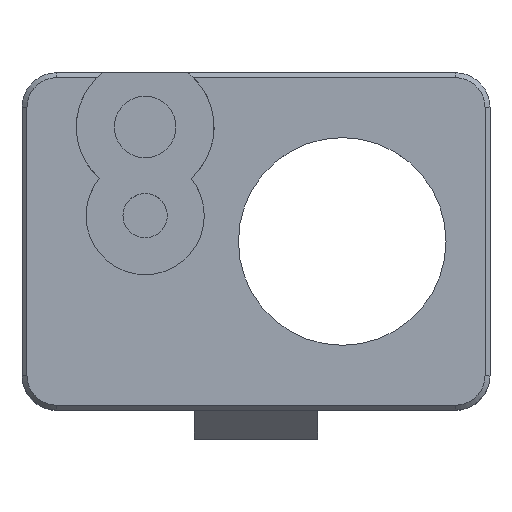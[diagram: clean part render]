
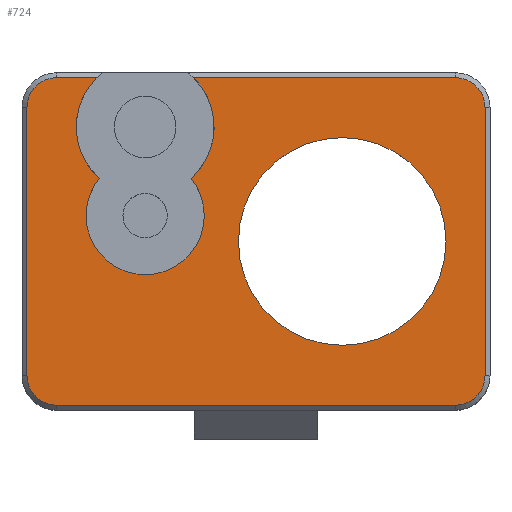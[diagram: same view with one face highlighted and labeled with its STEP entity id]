
A CAD part, top view. The second image highlights one B-rep face of the part: STEP entity #724.
In plain terms, the highlighted planar face has unit normal (0, 0, 1).
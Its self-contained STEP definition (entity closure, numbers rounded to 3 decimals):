
#19=FACE_BOUND('',#139,.T.);
#42=PLANE('',#819);
#92=FACE_OUTER_BOUND('',#138,.T.);
#138=EDGE_LOOP('',(#636,#637,#638,#639,#640,#641,#642,#643,#644,#645,#646,
#647));
#139=EDGE_LOOP('',(#648));
#192=LINE('',#1188,#257);
#195=LINE('',#1199,#260);
#199=LINE('',#1210,#264);
#203=LINE('',#1219,#268);
#205=LINE('',#1227,#270);
#257=VECTOR('',#960,10.);
#260=VECTOR('',#971,10.);
#264=VECTOR('',#983,10.);
#268=VECTOR('',#993,10.);
#270=VECTOR('',#1003,10.);
#297=CIRCLE('',#797,1.2);
#299=CIRCLE('',#801,1.2);
#300=CIRCLE('',#804,1.2);
#301=CIRCLE('',#807,1.2);
#302=CIRCLE('',#815,2.8);
#305=CIRCLE('',#820,2.8);
#306=CIRCLE('',#821,2.4);
#307=CIRCLE('',#822,4.215);
#353=VERTEX_POINT('',#1184);
#354=VERTEX_POINT('',#1186);
#356=VERTEX_POINT('',#1192);
#358=VERTEX_POINT('',#1197);
#360=VERTEX_POINT('',#1204);
#361=VERTEX_POINT('',#1208);
#362=VERTEX_POINT('',#1213);
#363=VERTEX_POINT('',#1217);
#364=VERTEX_POINT('',#1221);
#365=VERTEX_POINT('',#1225);
#366=VERTEX_POINT('',#1236);
#369=VERTEX_POINT('',#1245);
#370=VERTEX_POINT('',#1248);
#436=EDGE_CURVE('',#354,#353,#192,.T.);
#439=EDGE_CURVE('',#356,#354,#297,.T.);
#441=EDGE_CURVE('',#358,#356,#195,.T.);
#445=EDGE_CURVE('',#360,#358,#299,.T.);
#447=EDGE_CURVE('',#361,#360,#199,.T.);
#450=EDGE_CURVE('',#362,#361,#300,.T.);
#452=EDGE_CURVE('',#363,#362,#203,.T.);
#454=EDGE_CURVE('',#364,#363,#301,.T.);
#456=EDGE_CURVE('',#365,#364,#205,.T.);
#460=EDGE_CURVE('',#366,#353,#302,.T.);
#464=EDGE_CURVE('',#365,#369,#305,.T.);
#465=EDGE_CURVE('',#369,#366,#306,.T.);
#466=EDGE_CURVE('',#370,#370,#307,.T.);
#636=ORIENTED_EDGE('',*,*,#456,.F.);
#637=ORIENTED_EDGE('',*,*,#464,.T.);
#638=ORIENTED_EDGE('',*,*,#465,.T.);
#639=ORIENTED_EDGE('',*,*,#460,.T.);
#640=ORIENTED_EDGE('',*,*,#436,.F.);
#641=ORIENTED_EDGE('',*,*,#439,.F.);
#642=ORIENTED_EDGE('',*,*,#441,.F.);
#643=ORIENTED_EDGE('',*,*,#445,.F.);
#644=ORIENTED_EDGE('',*,*,#447,.F.);
#645=ORIENTED_EDGE('',*,*,#450,.F.);
#646=ORIENTED_EDGE('',*,*,#452,.F.);
#647=ORIENTED_EDGE('',*,*,#454,.F.);
#648=ORIENTED_EDGE('',*,*,#466,.T.);
#724=ADVANCED_FACE('',(#92,#19),#42,.T.);
#797=AXIS2_PLACEMENT_3D('',#1194,#966,#967);
#801=AXIS2_PLACEMENT_3D('',#1206,#978,#979);
#804=AXIS2_PLACEMENT_3D('',#1215,#988,#989);
#807=AXIS2_PLACEMENT_3D('',#1223,#997,#998);
#815=AXIS2_PLACEMENT_3D('',#1237,#1017,#1018);
#819=AXIS2_PLACEMENT_3D('',#1244,#1026,#1027);
#820=AXIS2_PLACEMENT_3D('',#1246,#1028,#1029);
#821=AXIS2_PLACEMENT_3D('',#1247,#1030,#1031);
#822=AXIS2_PLACEMENT_3D('',#1249,#1032,#1033);
#960=DIRECTION('',(1.,0.,0.));
#966=DIRECTION('center_axis',(0.,0.,-1.));
#967=DIRECTION('ref_axis',(-0.707,0.707,0.));
#971=DIRECTION('',(0.,1.,0.));
#978=DIRECTION('center_axis',(0.,0.,-1.));
#979=DIRECTION('ref_axis',(-0.707,-0.707,0.));
#983=DIRECTION('',(-1.,0.,0.));
#988=DIRECTION('center_axis',(0.,0.,-1.));
#989=DIRECTION('ref_axis',(0.707,-0.707,0.));
#993=DIRECTION('',(0.,-1.,0.));
#997=DIRECTION('center_axis',(0.,0.,-1.));
#998=DIRECTION('ref_axis',(0.707,0.707,0.));
#1003=DIRECTION('',(1.,0.,0.));
#1017=DIRECTION('center_axis',(0.,0.,-1.));
#1018=DIRECTION('ref_axis',(0.666,-0.746,0.));
#1026=DIRECTION('center_axis',(0.,0.,1.));
#1027=DIRECTION('ref_axis',(1.,0.,0.));
#1028=DIRECTION('center_axis',(0.,0.,-1.));
#1029=DIRECTION('ref_axis',(0.666,-0.746,0.));
#1030=DIRECTION('center_axis',(0.,0.,-1.));
#1031=DIRECTION('ref_axis',(-0.777,0.63,0.));
#1032=DIRECTION('center_axis',(0.,0.,-1.));
#1033=DIRECTION('ref_axis',(-1.,0.,0.));
#1184=CARTESIAN_POINT('',(-6.46,6.65,6.));
#1186=CARTESIAN_POINT('',(-8.1,6.65,6.));
#1188=CARTESIAN_POINT('',(4.75,6.65,6.));
#1192=CARTESIAN_POINT('',(-9.3,5.45,6.));
#1194=CARTESIAN_POINT('Origin',(-8.1,5.45,6.));
#1197=CARTESIAN_POINT('',(-9.3,-5.45,6.));
#1199=CARTESIAN_POINT('',(-9.3,3.425,6.));
#1204=CARTESIAN_POINT('',(-8.1,-6.65,6.));
#1206=CARTESIAN_POINT('Origin',(-8.1,-5.45,6.));
#1208=CARTESIAN_POINT('',(8.1,-6.65,6.));
#1210=CARTESIAN_POINT('',(-4.75,-6.65,6.));
#1213=CARTESIAN_POINT('',(9.3,-5.45,6.));
#1215=CARTESIAN_POINT('Origin',(8.1,-5.45,6.));
#1217=CARTESIAN_POINT('',(9.3,5.45,6.));
#1219=CARTESIAN_POINT('',(9.3,-3.425,6.));
#1221=CARTESIAN_POINT('',(8.1,6.65,6.));
#1223=CARTESIAN_POINT('Origin',(8.1,5.45,6.));
#1225=CARTESIAN_POINT('',(-2.54,6.65,6.));
#1227=CARTESIAN_POINT('',(4.75,6.65,6.));
#1236=CARTESIAN_POINT('',(-6.365,2.561,6.));
#1237=CARTESIAN_POINT('Origin',(-4.5,4.65,6.));
#1244=CARTESIAN_POINT('Origin',(0.,0.,6.));
#1245=CARTESIAN_POINT('',(-2.635,2.561,6.));
#1246=CARTESIAN_POINT('Origin',(-4.5,4.65,6.));
#1247=CARTESIAN_POINT('Origin',(-4.5,1.05,6.));
#1248=CARTESIAN_POINT('',(7.715,0.,6.));
#1249=CARTESIAN_POINT('Origin',(3.5,0.,6.));
